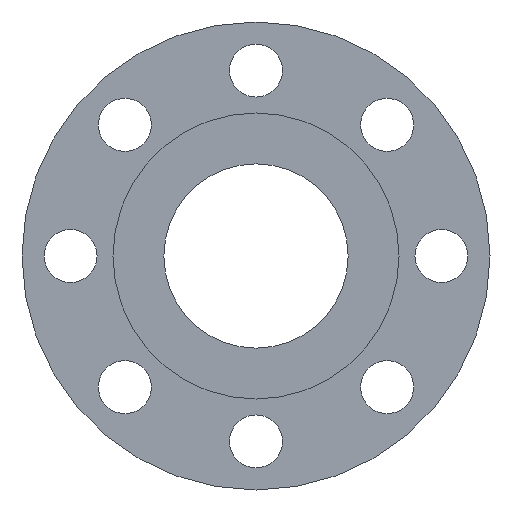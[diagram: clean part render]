
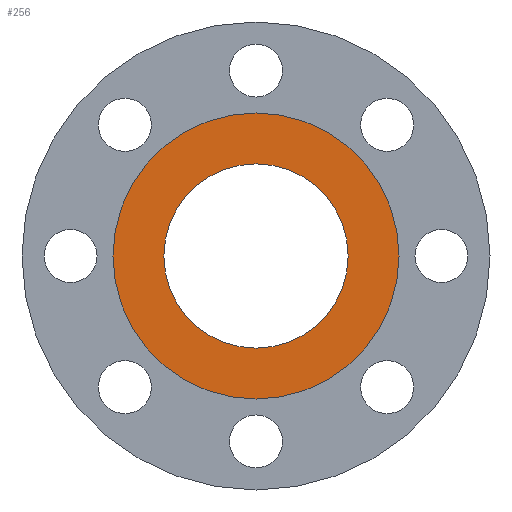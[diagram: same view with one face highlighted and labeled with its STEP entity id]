
A CAD part, front view. The second image highlights one B-rep face of the part: STEP entity #256.
In plain terms, the highlighted planar face has unit normal (0, -1, 0).
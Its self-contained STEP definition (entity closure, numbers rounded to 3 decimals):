
#38 = PLANE ( 'NONE',  #364 ) ;
#59 = VERTEX_POINT ( 'NONE', #907 ) ;
#77 = CIRCLE ( 'NONE', #445, 81. ) ;
#128 = DIRECTION ( 'NONE',  ( 0., 0., -1. ) ) ;
#129 = CIRCLE ( 'NONE', #349, 52.15 ) ;
#139 = DIRECTION ( 'NONE',  ( 0., 1., 0. ) ) ;
#148 = VERTEX_POINT ( 'NONE', #238 ) ;
#149 = DIRECTION ( 'NONE',  ( 0., 1., 0. ) ) ;
#218 = EDGE_LOOP ( 'NONE', ( #527, #557 ) ) ;
#237 = CARTESIAN_POINT ( 'NONE',  ( 0., 0., 0. ) ) ;
#238 = CARTESIAN_POINT ( 'NONE',  ( 0., 0., -52.15 ) ) ;
#256 = ADVANCED_FACE ( 'NONE', ( #767, #282 ), #38, .T. ) ;
#274 = CARTESIAN_POINT ( 'NONE',  ( 0., 0., 81. ) ) ;
#282 = FACE_OUTER_BOUND ( 'NONE', #218, .T. ) ;
#303 = VERTEX_POINT ( 'NONE', #452 ) ;
#306 = EDGE_CURVE ( 'NONE', #148, #59, #129, .T. ) ;
#312 = CIRCLE ( 'NONE', #414, 81. ) ;
#318 = ORIENTED_EDGE ( 'NONE', *, *, #994, .T. ) ;
#349 = AXIS2_PLACEMENT_3D ( 'NONE', #874, #139, #704 ) ;
#359 = DIRECTION ( 'NONE',  ( 0., -1., 0. ) ) ;
#364 = AXIS2_PLACEMENT_3D ( 'NONE', #843, #359, #128 ) ;
#395 = DIRECTION ( 'NONE',  ( 0., 1., 0. ) ) ;
#412 = DIRECTION ( 'NONE',  ( 0., 1., 0. ) ) ;
#414 = AXIS2_PLACEMENT_3D ( 'NONE', #670, #412, #511 ) ;
#445 = AXIS2_PLACEMENT_3D ( 'NONE', #637, #149, #963 ) ;
#452 = CARTESIAN_POINT ( 'NONE',  ( 0., 0., -81. ) ) ;
#511 = DIRECTION ( 'NONE',  ( 0., 0., 1. ) ) ;
#527 = ORIENTED_EDGE ( 'NONE', *, *, #1021, .F. ) ;
#540 = DIRECTION ( 'NONE',  ( 0., 0., 1. ) ) ;
#551 = AXIS2_PLACEMENT_3D ( 'NONE', #237, #395, #540 ) ;
#557 = ORIENTED_EDGE ( 'NONE', *, *, #558, .F. ) ;
#558 = EDGE_CURVE ( 'NONE', #303, #680, #312, .T. ) ;
#637 = CARTESIAN_POINT ( 'NONE',  ( 0., 0., 0. ) ) ;
#670 = CARTESIAN_POINT ( 'NONE',  ( 0., 0., 0. ) ) ;
#680 = VERTEX_POINT ( 'NONE', #274 ) ;
#704 = DIRECTION ( 'NONE',  ( 0., 0., 1. ) ) ;
#767 = FACE_BOUND ( 'NONE', #962, .T. ) ;
#773 = CIRCLE ( 'NONE', #551, 52.15 ) ;
#843 = CARTESIAN_POINT ( 'NONE',  ( 0., 0., 52.15 ) ) ;
#874 = CARTESIAN_POINT ( 'NONE',  ( 0., 0., 0. ) ) ;
#907 = CARTESIAN_POINT ( 'NONE',  ( 0., 0., 52.15 ) ) ;
#962 = EDGE_LOOP ( 'NONE', ( #318, #968 ) ) ;
#963 = DIRECTION ( 'NONE',  ( 0., 0., 1. ) ) ;
#968 = ORIENTED_EDGE ( 'NONE', *, *, #306, .T. ) ;
#994 = EDGE_CURVE ( 'NONE', #59, #148, #773, .T. ) ;
#1021 = EDGE_CURVE ( 'NONE', #680, #303, #77, .T. ) ;
